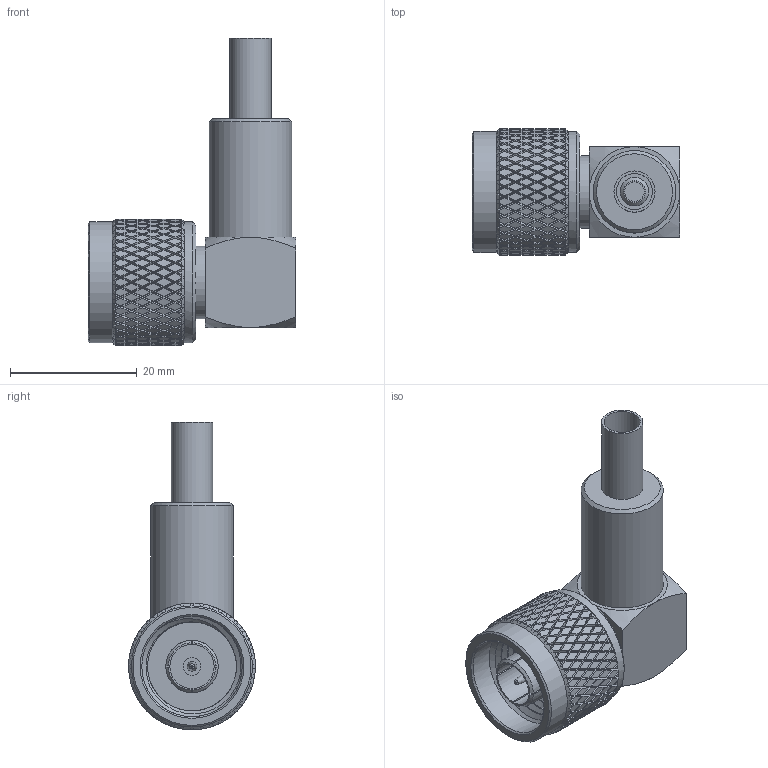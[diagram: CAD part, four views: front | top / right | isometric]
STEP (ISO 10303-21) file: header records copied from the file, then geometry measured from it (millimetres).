
FILE_DESCRIPTION (( 'STEP AP203' ), '1' );
FILE_NAME ('PE4485_3D.step', '2020-11-04T18:24:59', ( '' ), ( '' ), 'SwSTEP 2.0', 'SolidWorks 2018', '' );
FILE_SCHEMA (( 'CONFIG_CONTROL_DESIGN' ));
Length unit declared in the file: inch
Products named in the file (1): PE4485_3D
Bounding box: 32.77 x 20 x 48.55 mm (x, y, z)
Volume: 9161.5 mm3; surface area: 5412.1 mm2
Topology: 2 solids, 2 shells, 1516 faces, 3293 edges, 1790 vertices
Faces by surface type: bspline 1124, cylinder 338, plane 33, cone 21
Full cylindrical faces by diameter (mm): 1.524 x1, 2.794 x1, 3.1 x1, 4.5 x1, 5.7 x1, 6.5 x1, 6.985 x1, 8.255 x1, 11.43 x1, 13 x1, 15.875 x5, 19.126 x2
Entity records: 59871 total; most frequent: CARTESIAN_POINT 39811, ORIENTED_EDGE 6502, EDGE_CURVE 3251, VERTEX_POINT 1775, EDGE_LOOP 1544, FACE_OUTER_BOUND 1525, ADVANCED_FACE 1511, B_SPLINE_CURVE_WITH_KNOTS 1309
